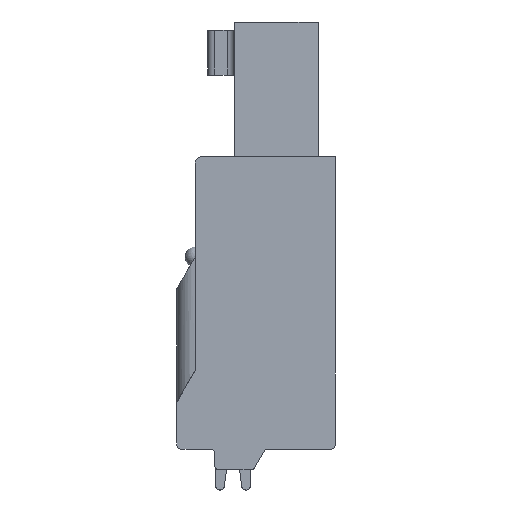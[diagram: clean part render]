
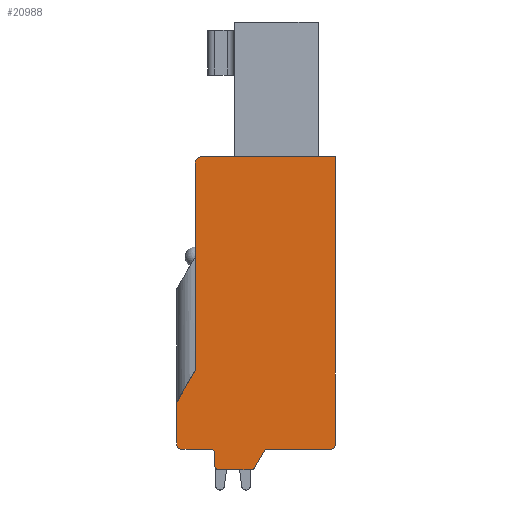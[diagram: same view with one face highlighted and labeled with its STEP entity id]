
A CAD part, front view. The second image highlights one B-rep face of the part: STEP entity #20988.
In plain terms, the highlighted planar face has unit normal (0, -1, 0).
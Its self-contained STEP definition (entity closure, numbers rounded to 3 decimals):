
#2195=DIRECTION('',(0.,0.,-1.));
#2196=VECTOR('',#2195,10.141);
#2197=CARTESIAN_POINT('',(-6.85,0.,-0.3));
#2198=LINE('',#2197,#2196);
#2502=DIRECTION('',(0.,0.,-1.));
#2503=VECTOR('',#2502,2.1);
#2504=CARTESIAN_POINT('',(-7.75,0.,-12.));
#2505=LINE('',#2504,#2503);
#2518=DIRECTION('',(1.,0.,0.));
#2519=VECTOR('',#2518,1.45);
#2520=CARTESIAN_POINT('',(-7.55,0.,-14.3));
#2521=LINE('',#2520,#2519);
#2526=DIRECTION('',(1.,0.,0.));
#2527=VECTOR('',#2526,3.107);
#2528=CARTESIAN_POINT('',(-3.307,0.,-14.3));
#2529=LINE('',#2528,#2527);
#2850=DIRECTION('',(0.,0.,1.));
#2851=VECTOR('',#2850,14.1);
#2852=CARTESIAN_POINT('',(0.,0.,-14.1));
#2853=LINE('',#2852,#2851);
#3538=DIRECTION('',(1.,0.,0.));
#3539=VECTOR('',#3538,6.55);
#3540=CARTESIAN_POINT('',(-6.55,0.,0.));
#3541=LINE('',#3540,#3539);
#3542=CARTESIAN_POINT('',(-0.2,0.,-14.1));
#3543=DIRECTION('',(0.,1.,0.));
#3544=DIRECTION('',(1.,0.,0.));
#3545=AXIS2_PLACEMENT_3D('',#3542,#3543,#3544);
#3547=CARTESIAN_POINT('',(-3.307,0.,-14.5));
#3548=DIRECTION('',(0.,-1.,0.));
#3549=DIRECTION('',(0.,0.,1.));
#3550=AXIS2_PLACEMENT_3D('',#3547,#3548,#3549);
#3552=DIRECTION('',(-0.5,0.,-0.866));
#3553=VECTOR('',#3552,0.924);
#3554=CARTESIAN_POINT('',(-3.48,0.,-14.4));
#3555=LINE('',#3554,#3553);
#3556=CARTESIAN_POINT('',(-4.115,0.,-15.1));
#3557=DIRECTION('',(0.,1.,0.));
#3558=DIRECTION('',(0.866,0.,-0.5));
#3559=AXIS2_PLACEMENT_3D('',#3556,#3557,#3558);
#3561=CARTESIAN_POINT('',(-5.7,0.,-15.1));
#3562=DIRECTION('',(0.,1.,0.));
#3563=DIRECTION('',(0.,0.,-1.));
#3564=AXIS2_PLACEMENT_3D('',#3561,#3562,#3563);
#3566=CARTESIAN_POINT('',(-6.1,0.,-14.5));
#3567=DIRECTION('',(0.,-1.,0.));
#3568=DIRECTION('',(1.,0.,0.));
#3569=AXIS2_PLACEMENT_3D('',#3566,#3567,#3568);
#3571=CARTESIAN_POINT('',(-7.55,0.,-14.1));
#3572=DIRECTION('',(0.,1.,0.));
#3573=DIRECTION('',(0.,0.,-1.));
#3574=AXIS2_PLACEMENT_3D('',#3571,#3572,#3573);
#3576=DIRECTION('',(0.5,0.,0.866));
#3577=VECTOR('',#3576,1.8);
#3578=CARTESIAN_POINT('',(-7.75,0.,-12.));
#3579=LINE('',#3578,#3577);
#3580=CARTESIAN_POINT('',(-6.55,0.,-0.3));
#3581=DIRECTION('',(0.,1.,0.));
#3582=DIRECTION('',(-1.,0.,0.));
#3583=AXIS2_PLACEMENT_3D('',#3580,#3581,#3582);
#3633=DIRECTION('',(0.,0.,-1.));
#3634=VECTOR('',#3633,0.6);
#3635=CARTESIAN_POINT('',(-5.9,0.,-14.5));
#3636=LINE('',#3635,#3634);
#3645=DIRECTION('',(1.,0.,0.));
#3646=VECTOR('',#3645,1.585);
#3647=CARTESIAN_POINT('',(-5.7,0.,-15.3));
#3648=LINE('',#3647,#3646);
#13171=CARTESIAN_POINT('',(-6.85,0.,-0.3));
#13172=VERTEX_POINT('',#13171);
#13173=CARTESIAN_POINT('',(-6.85,0.,-10.441));
#13174=VERTEX_POINT('',#13173);
#13240=CARTESIAN_POINT('',(-7.75,0.,-12.));
#13241=VERTEX_POINT('',#13240);
#13242=CARTESIAN_POINT('',(-7.75,0.,-14.1));
#13243=VERTEX_POINT('',#13242);
#13244=CARTESIAN_POINT('',(-7.55,0.,-14.3));
#13245=VERTEX_POINT('',#13244);
#13246=CARTESIAN_POINT('',(-6.1,0.,-14.3));
#13247=VERTEX_POINT('',#13246);
#13252=CARTESIAN_POINT('',(-3.307,0.,-14.3));
#13253=VERTEX_POINT('',#13252);
#13254=CARTESIAN_POINT('',(-0.2,0.,-14.3));
#13255=VERTEX_POINT('',#13254);
#13312=CARTESIAN_POINT('',(0.,0.,-14.1));
#13313=VERTEX_POINT('',#13312);
#13314=CARTESIAN_POINT('',(0.,0.,0.));
#13315=VERTEX_POINT('',#13314);
#13316=CARTESIAN_POINT('',(-6.55,0.,0.));
#13317=VERTEX_POINT('',#13316);
#13344=CARTESIAN_POINT('',(-3.48,0.,-14.4));
#13345=VERTEX_POINT('',#13344);
#13346=CARTESIAN_POINT('',(-3.942,0.,-15.2));
#13347=VERTEX_POINT('',#13346);
#13348=CARTESIAN_POINT('',(-4.115,0.,-15.3));
#13349=VERTEX_POINT('',#13348);
#13350=CARTESIAN_POINT('',(-5.7,0.,-15.3));
#13351=VERTEX_POINT('',#13350);
#13352=CARTESIAN_POINT('',(-5.9,0.,-15.1));
#13353=VERTEX_POINT('',#13352);
#13354=CARTESIAN_POINT('',(-5.9,0.,-14.5));
#13355=VERTEX_POINT('',#13354);
#20955=CARTESIAN_POINT('',(0.,0.,0.));
#20956=DIRECTION('',(0.,1.,0.));
#20957=DIRECTION('',(1.,0.,0.));
#20958=AXIS2_PLACEMENT_3D('',#20955,#20956,#20957);
#20959=PLANE('',#20958);
#20960=ORIENTED_EDGE('',*,*,#20311,.T.);
#20961=ORIENTED_EDGE('',*,*,#20282,.F.);
#20962=ORIENTED_EDGE('',*,*,#20267,.T.);
#20963=ORIENTED_EDGE('',*,*,#19846,.F.);
#20965=ORIENTED_EDGE('',*,*,#20964,.T.);
#20967=ORIENTED_EDGE('',*,*,#20966,.T.);
#20969=ORIENTED_EDGE('',*,*,#20968,.T.);
#20971=ORIENTED_EDGE('',*,*,#20970,.F.);
#20973=ORIENTED_EDGE('',*,*,#20972,.T.);
#20975=ORIENTED_EDGE('',*,*,#20974,.F.);
#20977=ORIENTED_EDGE('',*,*,#20976,.T.);
#20978=ORIENTED_EDGE('',*,*,#19838,.F.);
#20979=ORIENTED_EDGE('',*,*,#19815,.T.);
#20980=ORIENTED_EDGE('',*,*,#19800,.F.);
#20982=ORIENTED_EDGE('',*,*,#20981,.T.);
#20983=ORIENTED_EDGE('',*,*,#19432,.F.);
#20985=ORIENTED_EDGE('',*,*,#20984,.T.);
#20986=EDGE_LOOP('',(#20960,#20961,#20962,#20963,#20965,#20967,#20969,#20971,
#20973,#20975,#20977,#20978,#20979,#20980,#20982,#20983,#20985));
#20987=FACE_OUTER_BOUND('',#20986,.F.);
#3546=CIRCLE('',#3545,0.2);
#3551=CIRCLE('',#3550,0.2);
#3560=CIRCLE('',#3559,0.2);
#3565=CIRCLE('',#3564,0.2);
#3570=CIRCLE('',#3569,0.2);
#3575=CIRCLE('',#3574,0.2);
#3584=CIRCLE('',#3583,0.3);
#19432=EDGE_CURVE('',#13172,#13174,#2198,.T.);
#19800=EDGE_CURVE('',#13241,#13243,#2505,.T.);
#19815=EDGE_CURVE('',#13245,#13243,#3575,.T.);
#19838=EDGE_CURVE('',#13245,#13247,#2521,.T.);
#19846=EDGE_CURVE('',#13253,#13255,#2529,.T.);
#20267=EDGE_CURVE('',#13313,#13255,#3546,.T.);
#20282=EDGE_CURVE('',#13313,#13315,#2853,.T.);
#20311=EDGE_CURVE('',#13317,#13315,#3541,.T.);
#20964=EDGE_CURVE('',#13253,#13345,#3551,.T.);
#20966=EDGE_CURVE('',#13345,#13347,#3555,.T.);
#20968=EDGE_CURVE('',#13347,#13349,#3560,.T.);
#20970=EDGE_CURVE('',#13351,#13349,#3648,.T.);
#20972=EDGE_CURVE('',#13351,#13353,#3565,.T.);
#20974=EDGE_CURVE('',#13355,#13353,#3636,.T.);
#20976=EDGE_CURVE('',#13355,#13247,#3570,.T.);
#20981=EDGE_CURVE('',#13241,#13174,#3579,.T.);
#20984=EDGE_CURVE('',#13172,#13317,#3584,.T.);
#20988=ADVANCED_FACE('',(#20987),#20959,.F.);
